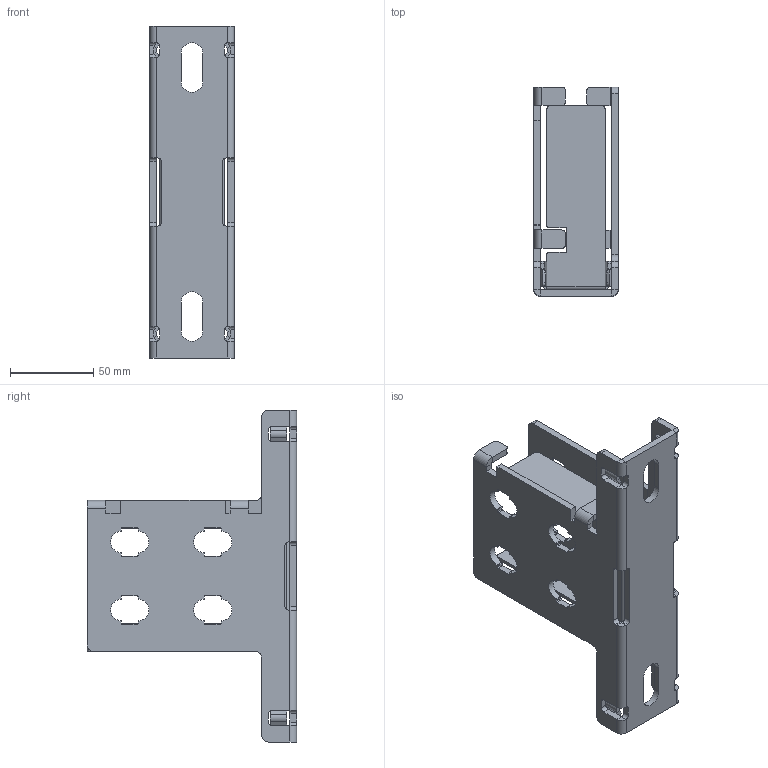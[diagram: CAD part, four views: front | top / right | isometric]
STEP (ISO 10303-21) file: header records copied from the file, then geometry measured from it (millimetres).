
FILE_DESCRIPTION((''),'2;1');
FILE_NAME('714181_ASM','2018-11-08T19:05:49',('tomasz.grudniewski'),(''),'CREO PARAMETRIC BY PTC INC, 2018260','CREO PARAMETRIC BY PTC INC, 2018260','');
FILE_SCHEMA(('CONFIG_CONTROL_DESIGN'));
Length unit declared in the file: millimetre
Products named in the file (3): 714181_A; 714181_B; 714181_ASM
Assembly tree (2 placements, depth 2):
  714181_ASM
    714181_A
    714181_B
Bounding box: 51 x 126 x 200 mm (x, y, z)
Volume: 155840.3 mm3; surface area: 104307.1 mm2
Topology: 2 solids, 2 shells, 476 faces, 1232 edges, 748 vertices
Faces by surface type: plane 284, cylinder 192
Entity records: 14466 total; most frequent: DIRECTION 2554, CARTESIAN_POINT 2511, ORIENTED_EDGE 2464, EDGE_CURVE 1232, AXIS2_PLACEMENT_3D 853, VECTOR 848, LINE 848, VERTEX_POINT 748
